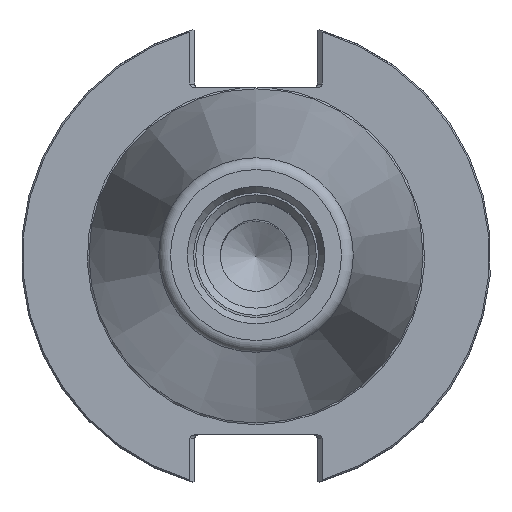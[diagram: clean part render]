
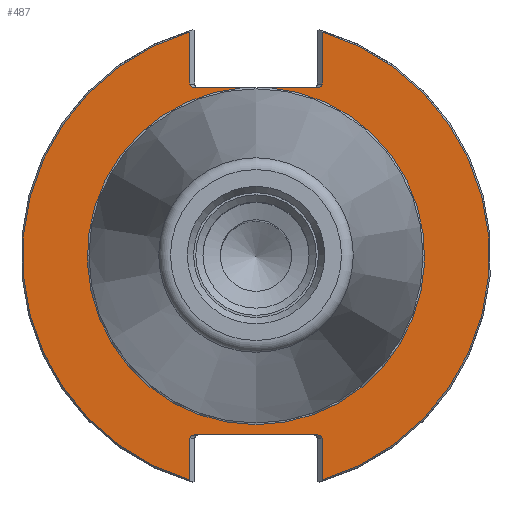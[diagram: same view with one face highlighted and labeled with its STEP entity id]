
A CAD part, top view. The second image highlights one B-rep face of the part: STEP entity #487.
In plain terms, the highlighted planar face has unit normal (0, 0, 1).
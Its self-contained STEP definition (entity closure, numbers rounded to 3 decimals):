
#219=ELLIPSE('',#1825,1.131,0.8);
#220=ELLIPSE('',#1827,1.131,0.8);
#221=ELLIPSE('',#1828,1.131,0.8);
#222=ELLIPSE('',#1830,1.131,0.8);
#229=LINE('',#2444,#298);
#237=LINE('',#2472,#306);
#238=LINE('',#2477,#307);
#239=LINE('',#2481,#308);
#240=LINE('',#2486,#309);
#241=LINE('',#2490,#310);
#242=LINE('',#2494,#311);
#298=VECTOR('',#2008,1.);
#306=VECTOR('',#2030,1.);
#307=VECTOR('',#2033,1.);
#308=VECTOR('',#2036,1.);
#309=VECTOR('',#2041,1.);
#310=VECTOR('',#2044,1.);
#311=VECTOR('',#2047,1.);
#402=PLANE('',#1832);
#429=FACE_OUTER_BOUND('',#769,.T.);
#487=ADVANCED_FACE('',(#429),#402,.F.);
#769=EDGE_LOOP('',(#962,#963,#964,#965,#966,#967,#968,#969,#970,#971,#972,
#973,#974,#975));
#962=ORIENTED_EDGE('',*,*,#1535,.F.);
#963=ORIENTED_EDGE('',*,*,#1536,.T.);
#964=ORIENTED_EDGE('',*,*,#1537,.T.);
#965=ORIENTED_EDGE('',*,*,#1538,.T.);
#966=ORIENTED_EDGE('',*,*,#1539,.F.);
#967=ORIENTED_EDGE('',*,*,#1540,.T.);
#968=ORIENTED_EDGE('',*,*,#1522,.F.);
#969=ORIENTED_EDGE('',*,*,#1541,.T.);
#970=ORIENTED_EDGE('',*,*,#1542,.F.);
#971=ORIENTED_EDGE('',*,*,#1543,.T.);
#972=ORIENTED_EDGE('',*,*,#1544,.T.);
#973=ORIENTED_EDGE('',*,*,#1545,.T.);
#974=ORIENTED_EDGE('',*,*,#1546,.F.);
#975=ORIENTED_EDGE('',*,*,#1547,.F.);
#1360=VERTEX_POINT('',#2445);
#1361=VERTEX_POINT('',#2446);
#1373=VERTEX_POINT('',#2473);
#1374=VERTEX_POINT('',#2474);
#1375=VERTEX_POINT('',#2476);
#1376=VERTEX_POINT('',#2478);
#1377=VERTEX_POINT('',#2480);
#1378=VERTEX_POINT('',#2482);
#1379=VERTEX_POINT('',#2485);
#1380=VERTEX_POINT('',#2487);
#1381=VERTEX_POINT('',#2489);
#1382=VERTEX_POINT('',#2491);
#1383=VERTEX_POINT('',#2493);
#1384=VERTEX_POINT('',#2495);
#1522=EDGE_CURVE('',#1360,#1361,#229,.T.);
#1535=EDGE_CURVE('',#1373,#1374,#237,.T.);
#1536=EDGE_CURVE('',#1373,#1375,#219,.T.);
#1537=EDGE_CURVE('',#1375,#1376,#238,.T.);
#1538=EDGE_CURVE('',#1376,#1377,#1734,.T.);
#1539=EDGE_CURVE('',#1378,#1377,#239,.T.);
#1540=EDGE_CURVE('',#1378,#1361,#220,.T.);
#1541=EDGE_CURVE('',#1360,#1379,#221,.T.);
#1542=EDGE_CURVE('',#1380,#1379,#240,.T.);
#1543=EDGE_CURVE('',#1380,#1381,#1735,.T.);
#1544=EDGE_CURVE('',#1381,#1382,#241,.T.);
#1545=EDGE_CURVE('',#1382,#1383,#222,.T.);
#1546=EDGE_CURVE('',#1384,#1383,#242,.T.);
#1547=EDGE_CURVE('',#1374,#1384,#1736,.T.);
#1734=CIRCLE('',#1826,48.95);
#1735=CIRCLE('',#1829,48.95);
#1736=CIRCLE('',#1831,35.375);
#1825=AXIS2_PLACEMENT_3D('',#2475,#2031,#2032);
#1826=AXIS2_PLACEMENT_3D('',#2479,#2034,#2035);
#1827=AXIS2_PLACEMENT_3D('',#2483,#2037,#2038);
#1828=AXIS2_PLACEMENT_3D('',#2484,#2039,#2040);
#1829=AXIS2_PLACEMENT_3D('',#2488,#2042,#2043);
#1830=AXIS2_PLACEMENT_3D('',#2492,#2045,#2046);
#1831=AXIS2_PLACEMENT_3D('',#2496,#2048,#2049);
#1832=AXIS2_PLACEMENT_3D('',#2497,#2050,#2051);
#2008=DIRECTION('',(-1.,0.,0.));
#2030=DIRECTION('',(1.,0.,0.));
#2031=DIRECTION('',(0.,0.,-1.));
#2032=DIRECTION('',(-1.,0.,0.));
#2033=DIRECTION('',(0.,1.,0.));
#2034=DIRECTION('',(0.,0.,1.));
#2035=DIRECTION('',(0.,1.,0.));
#2036=DIRECTION('',(0.,-1.,0.));
#2037=DIRECTION('',(0.,0.,-1.));
#2038=DIRECTION('',(1.,0.,0.));
#2039=DIRECTION('',(0.,0.,-1.));
#2040=DIRECTION('',(1.,0.,0.));
#2041=DIRECTION('',(0.,1.,0.));
#2042=DIRECTION('',(0.,0.,1.));
#2043=DIRECTION('',(0.,1.,0.));
#2044=DIRECTION('',(0.,-1.,0.));
#2045=DIRECTION('',(0.,0.,-1.));
#2046=DIRECTION('',(-1.,0.,0.));
#2047=DIRECTION('',(1.,0.,0.));
#2048=DIRECTION('',(0.,0.,1.));
#2049=DIRECTION('',(0.,-1.,0.));
#2050=DIRECTION('',(0.,0.,-1.));
#2051=DIRECTION('',(0.,1.,0.));
#2444=CARTESIAN_POINT('',(0.,-37.5,-3.175));
#2445=CARTESIAN_POINT('',(12.719,-37.5,-3.175));
#2446=CARTESIAN_POINT('',(-12.719,-37.5,-3.175));
#2472=CARTESIAN_POINT('',(0.,35.25,-3.175));
#2473=CARTESIAN_POINT('',(-12.719,35.25,-3.175));
#2474=CARTESIAN_POINT('',(-2.971,35.25,-3.175));
#2475=CARTESIAN_POINT('',(-12.719,36.05,-3.175));
#2476=CARTESIAN_POINT('',(-13.85,36.05,-3.175));
#2477=CARTESIAN_POINT('',(-13.85,-49.25,-3.175));
#2478=CARTESIAN_POINT('',(-13.85,46.95,-3.175));
#2479=CARTESIAN_POINT('',(0.,0.,-3.175));
#2480=CARTESIAN_POINT('',(-13.85,-46.95,-3.175));
#2481=CARTESIAN_POINT('',(-13.85,-49.25,-3.175));
#2482=CARTESIAN_POINT('',(-13.85,-38.3,-3.175));
#2483=CARTESIAN_POINT('',(-12.719,-38.3,-3.175));
#2484=CARTESIAN_POINT('',(12.719,-38.3,-3.175));
#2485=CARTESIAN_POINT('',(13.85,-38.3,-3.175));
#2486=CARTESIAN_POINT('',(13.85,-49.25,-3.175));
#2487=CARTESIAN_POINT('',(13.85,-46.95,-3.175));
#2488=CARTESIAN_POINT('',(0.,0.,-3.175));
#2489=CARTESIAN_POINT('',(13.85,46.95,-3.175));
#2490=CARTESIAN_POINT('',(13.85,-49.25,-3.175));
#2491=CARTESIAN_POINT('',(13.85,36.05,-3.175));
#2492=CARTESIAN_POINT('',(12.719,36.05,-3.175));
#2493=CARTESIAN_POINT('',(12.719,35.25,-3.175));
#2494=CARTESIAN_POINT('',(0.,35.25,-3.175));
#2495=CARTESIAN_POINT('',(2.971,35.25,-3.175));
#2496=CARTESIAN_POINT('',(0.,0.,-3.175));
#2497=CARTESIAN_POINT('',(0.,-49.25,-3.175));
